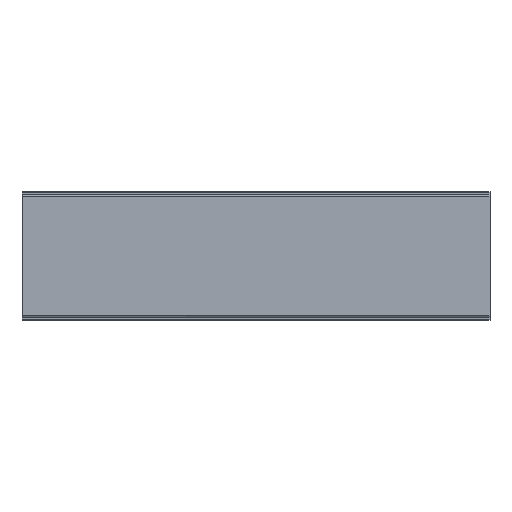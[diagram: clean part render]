
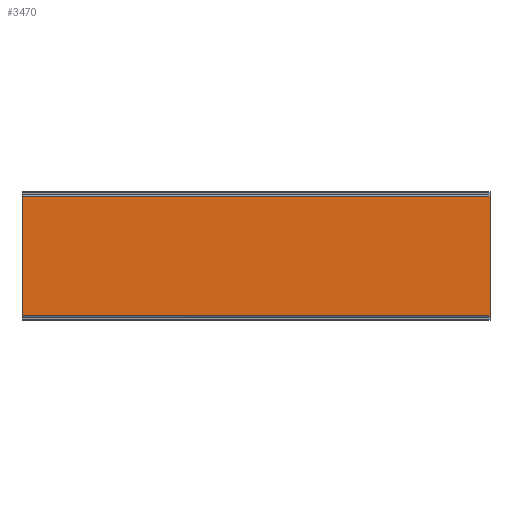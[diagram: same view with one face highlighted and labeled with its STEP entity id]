
A CAD part, left-side view. The second image highlights one B-rep face of the part: STEP entity #3470.
In plain terms, the highlighted free-form (B-spline) face has degree [1, 1] with [2, 2] control points.
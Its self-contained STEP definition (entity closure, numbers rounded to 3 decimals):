
#430 = VERTEX_POINT('',#431);
#431 = CARTESIAN_POINT('',(-57.599,385.648,
    407.012));
#437 = EDGE_CURVE('',#430,#438,#440,.T.);
#438 = VERTEX_POINT('',#439);
#439 = CARTESIAN_POINT('',(-57.599,385.648,
    511.813));
#440 = B_SPLINE_CURVE_WITH_KNOTS('',1,(#441,#442),.UNSPECIFIED.,.F.,.F.,
  (2,2),(0.,128.774),.PIECEWISE_BEZIER_KNOTS.);
#441 = CARTESIAN_POINT('',(-57.599,385.648,
    407.012));
#442 = CARTESIAN_POINT('',(-57.599,385.648,
    511.813));
#3450 = VERTEX_POINT('',#3451);
#3451 = CARTESIAN_POINT('',(-57.599,-25.341,
    511.813));
#3459 = EDGE_CURVE('',#3450,#438,#3460,.T.);
#3460 = B_SPLINE_CURVE_WITH_KNOTS('',1,(#3461,#3462),.UNSPECIFIED.,.F.,
  .F.,(2,2),(495.,1000.),.PIECEWISE_BEZIER_KNOTS.);
#3461 = CARTESIAN_POINT('',(-57.599,-25.341,
    511.813));
#3462 = CARTESIAN_POINT('',(-57.599,385.648,
    511.813));
#3470 = ADVANCED_FACE('',(#3471),#3487,.T.);
#3471 = FACE_BOUND('',#3472,.T.);
#3472 = EDGE_LOOP('',(#3473,#3480,#3481,#3482));
#3473 = ORIENTED_EDGE('',*,*,#3474,.F.);
#3474 = EDGE_CURVE('',#3450,#3475,#3477,.T.);
#3475 = VERTEX_POINT('',#3476);
#3476 = CARTESIAN_POINT('',(-57.599,-25.341,
    407.012));
#3477 = B_SPLINE_CURVE_WITH_KNOTS('',1,(#3478,#3479),.UNSPECIFIED.,.F.,
  .F.,(2,2),(-96.58,32.193),.PIECEWISE_BEZIER_KNOTS.);
#3478 = CARTESIAN_POINT('',(-57.599,-25.341,
    511.813));
#3479 = CARTESIAN_POINT('',(-57.599,-25.341,
    407.012));
#3480 = ORIENTED_EDGE('',*,*,#3459,.T.);
#3481 = ORIENTED_EDGE('',*,*,#437,.F.);
#3482 = ORIENTED_EDGE('',*,*,#3483,.F.);
#3483 = EDGE_CURVE('',#3475,#430,#3484,.T.);
#3484 = B_SPLINE_CURVE_WITH_KNOTS('',1,(#3485,#3486),.UNSPECIFIED.,.F.,
  .F.,(2,2),(495.,1000.),.PIECEWISE_BEZIER_KNOTS.);
#3485 = CARTESIAN_POINT('',(-57.599,-25.341,
    407.012));
#3486 = CARTESIAN_POINT('',(-57.599,385.648,
    407.012));
#3487 = B_SPLINE_SURFACE_WITH_KNOTS('',1,1,(
    (#3488,#3489)
    ,(#3490,#3491
    )),.UNSPECIFIED.,.F.,.F.,.F.,(2,2),(2,2),(0.,
    128.774),(495.,1000.),.PIECEWISE_BEZIER_KNOTS.);
#3488 = CARTESIAN_POINT('',(-57.599,-25.341,
    407.012));
#3489 = CARTESIAN_POINT('',(-57.599,385.648,
    407.012));
#3490 = CARTESIAN_POINT('',(-57.599,-25.341,
    511.813));
#3491 = CARTESIAN_POINT('',(-57.599,385.648,
    511.813));
